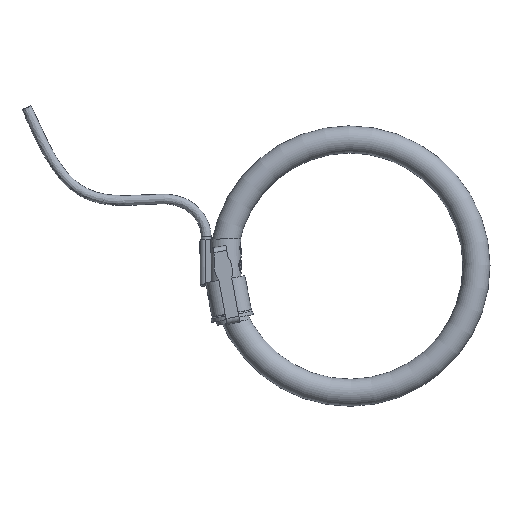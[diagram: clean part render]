
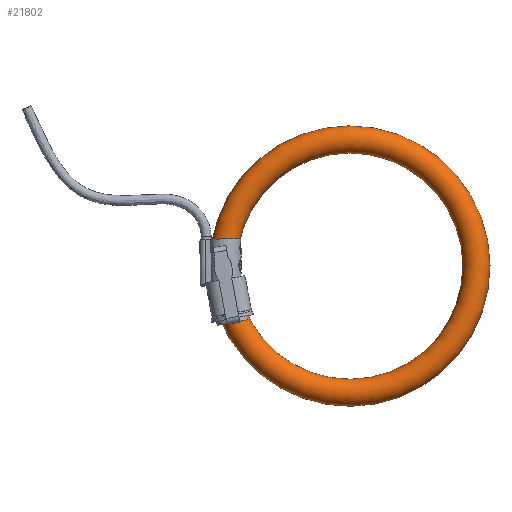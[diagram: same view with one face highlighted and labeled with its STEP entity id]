
A CAD part, top view. The second image highlights one B-rep face of the part: STEP entity #21802.
In plain terms, the highlighted toroidal (fillet/blend) face has major radius 64.5 mm and minor radius 6.9 mm.
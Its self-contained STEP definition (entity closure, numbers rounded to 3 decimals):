
#33=TOROIDAL_SURFACE('',#23054,64.5,6.9);
#7618=FACE_OUTER_BOUND('',#8794,.T.);
#8794=EDGE_LOOP('',(#20614,#20615,#20616,#20617));
#8988=CIRCLE('',#23055,6.9);
#8989=CIRCLE('',#23056,57.6);
#11294=VERTEX_POINT('',#39394);
#14401=EDGE_CURVE('',#11294,#11294,#8988,.T.);
#14402=EDGE_CURVE('',#11294,#11294,#8989,.T.);
#20614=ORIENTED_EDGE('',*,*,#14401,.F.);
#20615=ORIENTED_EDGE('',*,*,#14402,.T.);
#20616=ORIENTED_EDGE('',*,*,#14401,.T.);
#20617=ORIENTED_EDGE('',*,*,#14402,.F.);
#21802=ADVANCED_FACE('',(#7618),#33,.T.);
#23054=AXIS2_PLACEMENT_3D('',#39393,#28144,#28145);
#23055=AXIS2_PLACEMENT_3D('',#39395,#28146,#28147);
#23056=AXIS2_PLACEMENT_3D('',#39396,#28148,#28149);
#28144=DIRECTION('center_axis',(0.,0.,1.));
#28145=DIRECTION('ref_axis',(1.,0.,0.));
#28146=DIRECTION('center_axis',(0.,-1.,0.));
#28147=DIRECTION('ref_axis',(-1.,0.,0.));
#28148=DIRECTION('center_axis',(0.,0.,-1.));
#28149=DIRECTION('ref_axis',(1.,0.,0.));
#39393=CARTESIAN_POINT('Origin',(0.,0.,0.));
#39394=CARTESIAN_POINT('',(-57.6,0.,0.));
#39395=CARTESIAN_POINT('Origin',(-64.5,0.,0.));
#39396=CARTESIAN_POINT('Origin',(0.,0.,0.));
